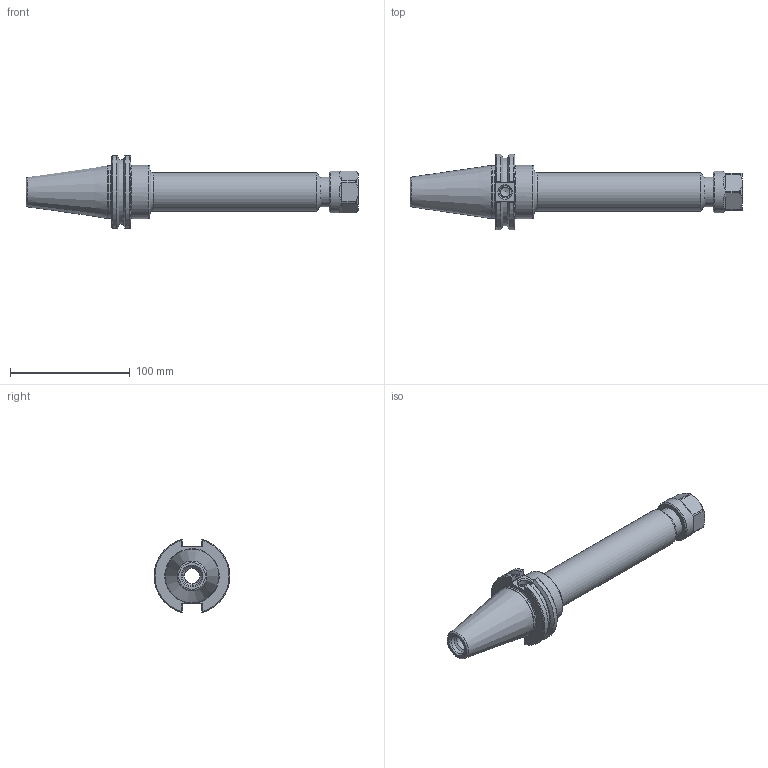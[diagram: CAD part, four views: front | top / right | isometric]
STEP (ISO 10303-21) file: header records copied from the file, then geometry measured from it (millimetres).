
FILE_DESCRIPTION(/* description */ ('ER COLLET CHUCK'),/* implementation_level */ '2;1');
FILE_NAME(/* name */ 'C40-20ERC822.stp',/* time_stamp */ '2017-02-13T13:12:28-05:00',/* author */ ('davhar'),/* organization */ (''),/* preprocessor_version */ 'ST-DEVELOPER v16.1',/* originating_system */ 'Autodesk Inventor 2016',/* authorisation */ '11.3 in^3');
FILE_SCHEMA (('AUTOMOTIVE_DESIGN { 1 0 10303 214 3 1 1 }'));
Length unit declared in the file: inch
Products named in the file (3): C40-20ER8-1; 20ERHCN; C40-20ERC822
Assembly tree (2 placements, depth 2):
  C40-20ERC822
    C40-20ER8-1
    20ERHCN
Bounding box: 277.05 x 63.26 x 61.05 mm (x, y, z)
Volume: 231528.3 mm3; surface area: 50179.2 mm2
Topology: 2 solids, 2 shells, 126 faces, 322 edges, 205 vertices
Faces by surface type: plane 50, cylinder 35, cone 30, torus 11
Full cylindrical faces by diameter (mm): 8.001 x1, 10.135 x1, 12.751 x1, 13.36 x1, 13.386 x1, 14.478 x1, 15.76 x1, 16.459 x1, 20.83 x1, 23.5 x1, 25 x1, 26 x1, 31.75 x1, 35 x1, 43.942 x1, 44.45 x1
Entity records: 3764 total; most frequent: CARTESIAN_POINT 817, DIRECTION 588, ORIENTED_EDGE 550, EDGE_CURVE 275, AXIS2_PLACEMENT_3D 240, VERTEX_POINT 195, EDGE_LOOP 172, FACE_OUTER_BOUND 126
